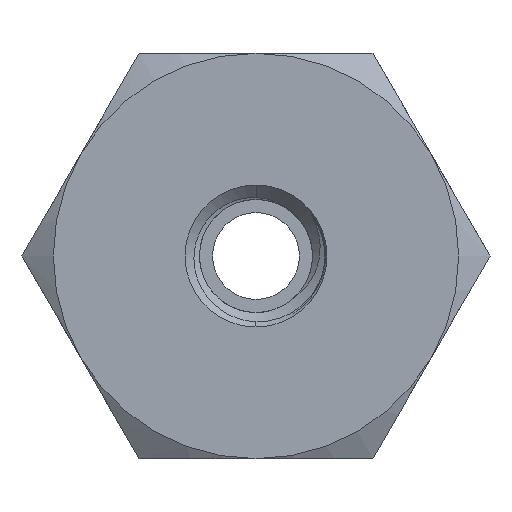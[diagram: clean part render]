
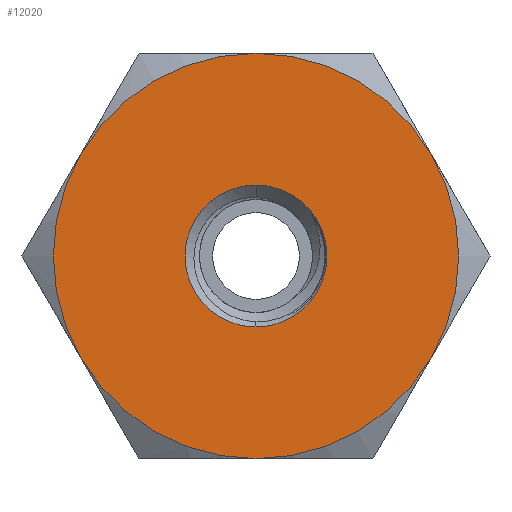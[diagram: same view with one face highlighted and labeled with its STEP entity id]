
A CAD part, front view. The second image highlights one B-rep face of the part: STEP entity #12020.
In plain terms, the highlighted planar face has unit normal (0, -1, 0).
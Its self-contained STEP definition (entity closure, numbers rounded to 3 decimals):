
#561 = VERTEX_POINT ( 'NONE', #4240 ) ;
#881 = DIRECTION ( 'NONE',  ( 0., 0., 1. ) ) ;
#924 = CARTESIAN_POINT ( 'NONE',  ( 0., -15.907, 0. ) ) ;
#946 = DIRECTION ( 'NONE',  ( 0., 1., 0. ) ) ;
#957 = DIRECTION ( 'NONE',  ( 0., 1., 0. ) ) ;
#1000 = DIRECTION ( 'NONE',  ( 0., 1., 0. ) ) ;
#1254 = EDGE_CURVE ( 'NONE', #8620, #17460, #6990, .T. ) ;
#1334 = CIRCLE ( 'NONE', #4458, 2.452 ) ;
#1429 = CIRCLE ( 'NONE', #7383, 7. ) ;
#1860 = ORIENTED_EDGE ( 'NONE', *, *, #2035, .T. ) ;
#1918 = ORIENTED_EDGE ( 'NONE', *, *, #4000, .F. ) ;
#1929 = EDGE_CURVE ( 'NONE', #561, #18180, #8283, .T. ) ;
#1931 = EDGE_LOOP ( 'NONE', ( #12562, #1860 ) ) ;
#2035 = EDGE_CURVE ( 'NONE', #12154, #13318, #1334, .T. ) ;
#2068 = FACE_BOUND ( 'NONE', #1931, .T. ) ;
#2154 = CARTESIAN_POINT ( 'NONE',  ( 0., -15.907, 0. ) ) ;
#2252 = CARTESIAN_POINT ( 'NONE',  ( 0., -15.907, 0. ) ) ;
#2861 = CARTESIAN_POINT ( 'NONE',  ( 0., -15.907, 2.452 ) ) ;
#2886 = CARTESIAN_POINT ( 'NONE',  ( 0., -15.907, 0. ) ) ;
#3120 = EDGE_LOOP ( 'NONE', ( #18609, #4888, #1918, #15025, #4270, #17041 ) ) ;
#3597 = DIRECTION ( 'NONE',  ( 0., 0., 1. ) ) ;
#3688 = DIRECTION ( 'NONE',  ( 0., 0., 1. ) ) ;
#4000 = EDGE_CURVE ( 'NONE', #18590, #17520, #6354, .T. ) ;
#4004 = AXIS2_PLACEMENT_3D ( 'NONE', #2886, #12887, #4325 ) ;
#4240 = CARTESIAN_POINT ( 'NONE',  ( 0., -15.907, 7. ) ) ;
#4270 = ORIENTED_EDGE ( 'NONE', *, *, #1254, .T. ) ;
#4325 = DIRECTION ( 'NONE',  ( 0., 0., 1. ) ) ;
#4458 = AXIS2_PLACEMENT_3D ( 'NONE', #17327, #17176, #16520 ) ;
#4888 = ORIENTED_EDGE ( 'NONE', *, *, #13709, .F. ) ;
#5350 = CIRCLE ( 'NONE', #10774, 7. ) ;
#6244 = CIRCLE ( 'NONE', #12067, 7. ) ;
#6354 = CIRCLE ( 'NONE', #4004, 7. ) ;
#6860 = DIRECTION ( 'NONE',  ( 0., 1., 0. ) ) ;
#6990 = CIRCLE ( 'NONE', #16233, 7. ) ;
#7383 = AXIS2_PLACEMENT_3D ( 'NONE', #2154, #12161, #3597 ) ;
#7437 = EDGE_CURVE ( 'NONE', #13318, #12154, #11261, .T. ) ;
#8283 = CIRCLE ( 'NONE', #9592, 7. ) ;
#8356 = CARTESIAN_POINT ( 'NONE',  ( 0., -15.907, -7. ) ) ;
#8486 = CARTESIAN_POINT ( 'NONE',  ( 6.062, -15.907, -3.5 ) ) ;
#8615 = CARTESIAN_POINT ( 'NONE',  ( 0., -15.907, -2.452 ) ) ;
#8620 = VERTEX_POINT ( 'NONE', #8356 ) ;
#9534 = CARTESIAN_POINT ( 'NONE',  ( 0., -15.907, 0. ) ) ;
#9579 = CARTESIAN_POINT ( 'NONE',  ( 0., -15.907, 0. ) ) ;
#9592 = AXIS2_PLACEMENT_3D ( 'NONE', #924, #946, #881 ) ;
#10093 = EDGE_CURVE ( 'NONE', #18180, #17460, #5350, .T. ) ;
#10774 = AXIS2_PLACEMENT_3D ( 'NONE', #2252, #12255, #3688 ) ;
#10828 = AXIS2_PLACEMENT_3D ( 'NONE', #15516, #6860, #16952 ) ;
#10959 = DIRECTION ( 'NONE',  ( 0., 0., 1. ) ) ;
#11002 = DIRECTION ( 'NONE',  ( 0., 0., 1. ) ) ;
#11261 = CIRCLE ( 'NONE', #18255, 2.452 ) ;
#11901 = EDGE_CURVE ( 'NONE', #8620, #18590, #1429, .T. ) ;
#12020 = ADVANCED_FACE ( 'NONE', ( #2068, #12603 ), #18345, .F. ) ;
#12067 = AXIS2_PLACEMENT_3D ( 'NONE', #9534, #957, #10959 ) ;
#12154 = VERTEX_POINT ( 'NONE', #2861 ) ;
#12161 = DIRECTION ( 'NONE',  ( 0., 1., 0. ) ) ;
#12255 = DIRECTION ( 'NONE',  ( 0., 1., 0. ) ) ;
#12562 = ORIENTED_EDGE ( 'NONE', *, *, #7437, .T. ) ;
#12603 = FACE_OUTER_BOUND ( 'NONE', #3120, .T. ) ;
#12887 = DIRECTION ( 'NONE',  ( 0., 1., 0. ) ) ;
#13318 = VERTEX_POINT ( 'NONE', #8615 ) ;
#13709 = EDGE_CURVE ( 'NONE', #17520, #561, #6244, .T. ) ;
#13841 = CARTESIAN_POINT ( 'NONE',  ( -6.062, -15.907, -3.5 ) ) ;
#14420 = CARTESIAN_POINT ( 'NONE',  ( -6.062, -15.907, 3.5 ) ) ;
#14869 = CARTESIAN_POINT ( 'NONE',  ( 0., -15.907, 0. ) ) ;
#14988 = DIRECTION ( 'NONE',  ( 0., -1., 0. ) ) ;
#15025 = ORIENTED_EDGE ( 'NONE', *, *, #11901, .F. ) ;
#15516 = CARTESIAN_POINT ( 'NONE',  ( 0., -15.907, 0. ) ) ;
#16233 = AXIS2_PLACEMENT_3D ( 'NONE', #14869, #14988, #16826 ) ;
#16520 = DIRECTION ( 'NONE',  ( 0., 0., 1. ) ) ;
#16826 = DIRECTION ( 'NONE',  ( 0., 0., -1. ) ) ;
#16952 = DIRECTION ( 'NONE',  ( 0., 0., 1. ) ) ;
#17041 = ORIENTED_EDGE ( 'NONE', *, *, #10093, .F. ) ;
#17176 = DIRECTION ( 'NONE',  ( 0., 1., 0. ) ) ;
#17249 = CARTESIAN_POINT ( 'NONE',  ( 6.062, -15.907, 3.5 ) ) ;
#17327 = CARTESIAN_POINT ( 'NONE',  ( 0., -15.907, 0. ) ) ;
#17460 = VERTEX_POINT ( 'NONE', #8486 ) ;
#17520 = VERTEX_POINT ( 'NONE', #14420 ) ;
#18180 = VERTEX_POINT ( 'NONE', #17249 ) ;
#18255 = AXIS2_PLACEMENT_3D ( 'NONE', #9579, #1000, #11002 ) ;
#18345 = PLANE ( 'NONE',  #10828 ) ;
#18590 = VERTEX_POINT ( 'NONE', #13841 ) ;
#18609 = ORIENTED_EDGE ( 'NONE', *, *, #1929, .F. ) ;
